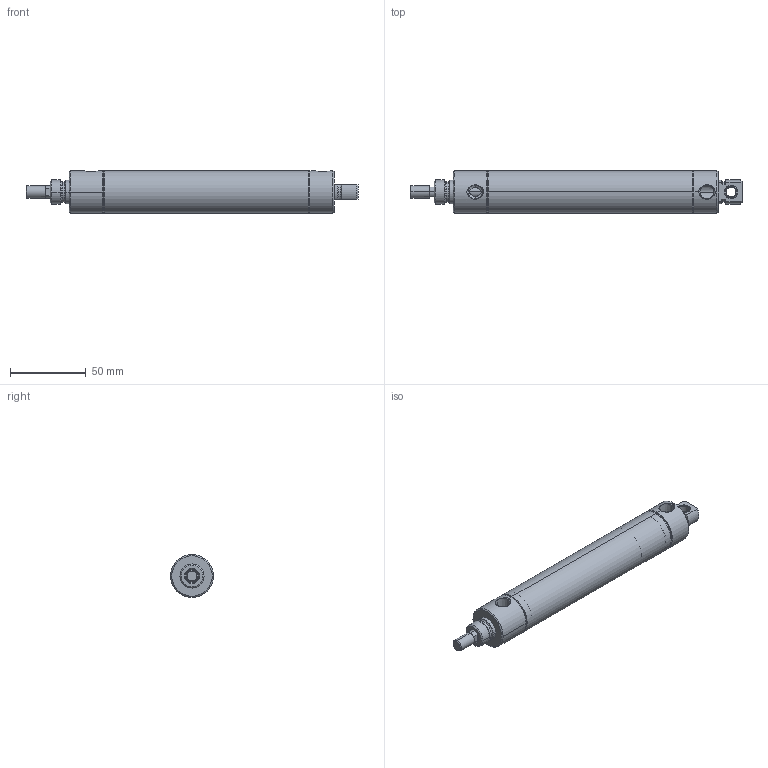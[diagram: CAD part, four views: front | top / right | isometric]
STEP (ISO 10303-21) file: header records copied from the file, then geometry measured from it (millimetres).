
FILE_DESCRIPTION (( 'STEP AP203' ), '1' );
FILE_NAME ('F17040DD-M.step', '2021-11-04T15:17:39', ( '' ), ( '' ), 'SwSTEP 2.0', 'SolidWorks 2021', '' );
FILE_SCHEMA (( 'CONFIG_CONTROL_DESIGN' ));
Length unit declared in the file: millimetre
Products named in the file (6): F17040DD-M_5; F17040DD-M; F17040DD-M_9; F17040DD-M_3; F17040DD-M_11; F17040DD-M_7
Assembly tree (5 placements, depth 2):
  F17040DD-M
    F17040DD-M_3
    F17040DD-M_5
    F17040DD-M_7
    F17040DD-M_9
    F17040DD-M_11
Bounding box: 219.07 x 28.19 x 28.19 mm (x, y, z)
Volume: 55132.6 mm3; surface area: 42360 mm2
Topology: 5 solids, 5 shells, 156 faces, 355 edges, 216 vertices
Faces by surface type: cone 60, cylinder 58, plane 30, torus 8
Entity records: 5339 total; most frequent: CARTESIAN_POINT 1112, DIRECTION 827, ORIENTED_EDGE 706, EDGE_CURVE 353, AXIS2_PLACEMENT_3D 345, VERTEX_POINT 216, CIRCLE 181, EDGE_LOOP 177
